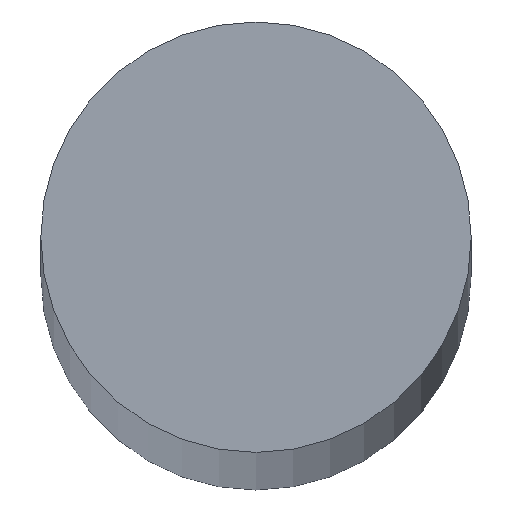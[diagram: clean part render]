
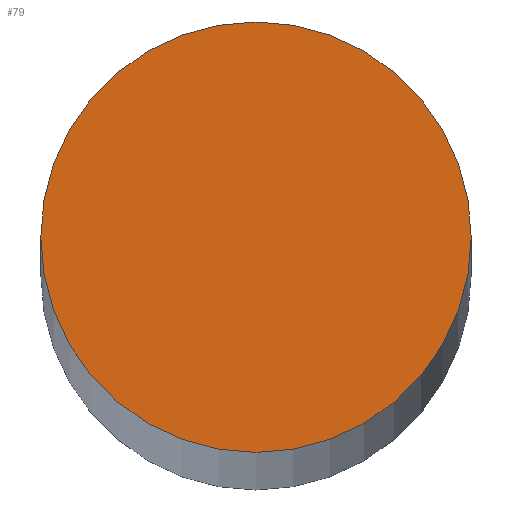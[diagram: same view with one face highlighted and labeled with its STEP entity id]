
A CAD part, top view. The second image highlights one B-rep face of the part: STEP entity #79.
In plain terms, the highlighted planar face has unit normal (0, 0, 1).
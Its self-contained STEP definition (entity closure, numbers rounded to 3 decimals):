
#7 = PLANE ( 'NONE',  #44 ) ;
#10 = CARTESIAN_POINT ( 'NONE',  ( 0., 0., 500. ) ) ;
#31 = DIRECTION ( 'NONE',  ( 0., 0., 1. ) ) ;
#41 = DIRECTION ( 'NONE',  ( 0., 0., 1. ) ) ;
#44 = AXIS2_PLACEMENT_3D ( 'NONE', #144, #41, #134 ) ;
#48 = ORIENTED_EDGE ( 'NONE', *, *, #90, .T. ) ;
#79 = ADVANCED_FACE ( 'NONE', ( #119 ), #7, .T. ) ;
#80 = EDGE_LOOP ( 'NONE', ( #127, #48 ) ) ;
#85 = DIRECTION ( 'NONE',  ( 1., 0., 0. ) ) ;
#90 = EDGE_CURVE ( 'NONE', #155, #94, #108, .T. ) ;
#94 = VERTEX_POINT ( 'NONE', #176 ) ;
#108 = CIRCLE ( 'NONE', #118, 5. ) ;
#109 = EDGE_CURVE ( 'NONE', #94, #155, #170, .T. ) ;
#118 = AXIS2_PLACEMENT_3D ( 'NONE', #10, #31, #133 ) ;
#119 = FACE_OUTER_BOUND ( 'NONE', #80, .T. ) ;
#127 = ORIENTED_EDGE ( 'NONE', *, *, #109, .T. ) ;
#133 = DIRECTION ( 'NONE',  ( 1., 0., 0. ) ) ;
#134 = DIRECTION ( 'NONE',  ( 1., 0., 0. ) ) ;
#137 = CARTESIAN_POINT ( 'NONE',  ( 5., 0., 500. ) ) ;
#144 = CARTESIAN_POINT ( 'NONE',  ( 0., 0., 500. ) ) ;
#155 = VERTEX_POINT ( 'NONE', #137 ) ;
#160 = AXIS2_PLACEMENT_3D ( 'NONE', #163, #161, #85 ) ;
#161 = DIRECTION ( 'NONE',  ( 0., 0., 1. ) ) ;
#163 = CARTESIAN_POINT ( 'NONE',  ( 0., 0., 500. ) ) ;
#170 = CIRCLE ( 'NONE', #160, 5. ) ;
#176 = CARTESIAN_POINT ( 'NONE',  ( -5., 0., 500. ) ) ;
